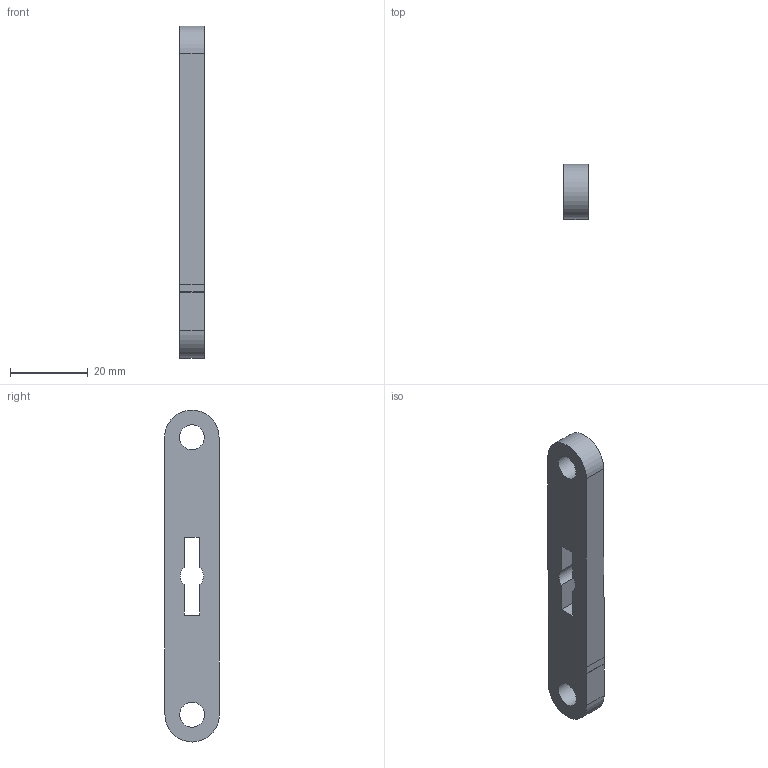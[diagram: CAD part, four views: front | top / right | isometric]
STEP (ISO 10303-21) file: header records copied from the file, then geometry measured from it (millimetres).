
FILE_DESCRIPTION(/* description */ (''),/* implementation_level */ '2;1');
FILE_NAME(/* name */ '94037251-e7b6-4d19-bdc4-0a260805a0fb.stp',/* time_stamp */ '2016-08-08T13:55:53-07:00',/* author */ (''),/* organization */ (''),/* preprocessor_version */ 'ST-DEVELOPER v16.5',/* originating_system */ 'Autodesk Translation Framework v5.1.0.3141',/* authorisation */ '');
FILE_SCHEMA (('AUTOMOTIVE_DESIGN { 1 0 10303 214 3 1 1 }'));
Length unit declared in the file: centimetre
Products named in the file (1): Rubber Band Plate
Bounding box: 6.35 x 14.09 x 85.36 mm (x, y, z)
Volume: 6366.8 mm3; surface area: 3758.5 mm2
Topology: 1 solids, 1 shells, 26 faces, 72 edges, 48 vertices
Faces by surface type: plane 18, cylinder 8
Full cylindrical faces by diameter (mm): 6.4 x2
Entity records: 865 total; most frequent: CARTESIAN_POINT 145, ORIENTED_EDGE 140, DIRECTION 140, EDGE_CURVE 70, LINE 54, VECTOR 54, VERTEX_POINT 48, AXIS2_PLACEMENT_3D 43
